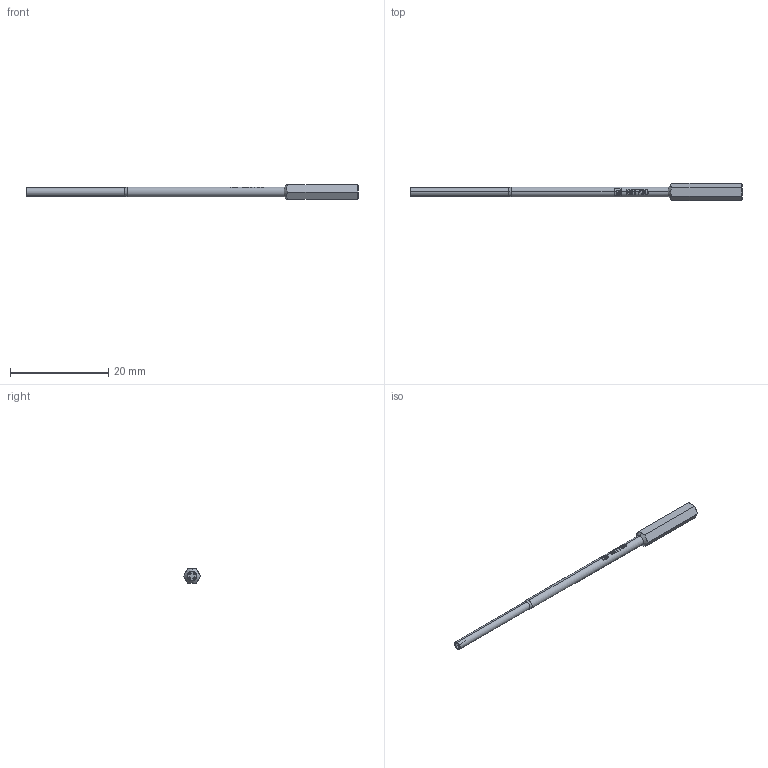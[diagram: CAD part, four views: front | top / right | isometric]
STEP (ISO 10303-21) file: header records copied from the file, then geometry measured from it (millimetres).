
FILE_DESCRIPTION (( 'STEP AP203' ), '1' );
FILE_NAME ('MOD-BIT730.step', '2015-07-09T11:02:15', ( 'firstrun' ), ( 'Hewlett-Packard Company' ), 'SwSTEP 2.0', 'SolidWorks 2012', '' );
FILE_SCHEMA (( 'CONFIG_CONTROL_DESIGN' ));
Length unit declared in the file: millimetre
Products named in the file (1): MOD-BIT730
Bounding box: 67.5 x 3.46 x 3 mm (x, y, z)
Volume: 255.7 mm3; surface area: 505.8 mm2
Topology: 1 solids, 1 shells, 148 faces, 406 edges, 264 vertices
Faces by surface type: plane 75, bspline 40, cylinder 27, cone 6
Entity records: 7242 total; most frequent: CARTESIAN_POINT 3754, ORIENTED_EDGE 812, DIRECTION 555, EDGE_CURVE 406, VERTEX_POINT 264, AXIS2_PLACEMENT_3D 191, VECTOR 173, LINE 173
